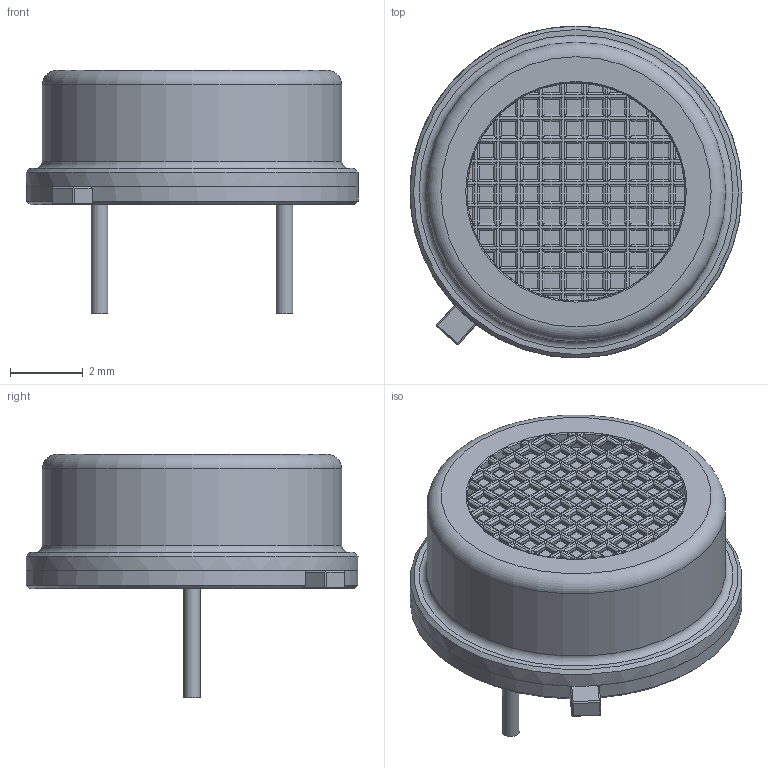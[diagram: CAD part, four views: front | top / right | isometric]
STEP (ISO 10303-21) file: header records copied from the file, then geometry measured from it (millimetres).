
FILE_DESCRIPTION(('for SolidWorks'),'2;1');
FILE_NAME('HS1100.step', '2016-07-23T20:37:08',('Alex'),(''),'Open CASCADE STEP processor 6.6', 'DipTrace','Unknown');
FILE_SCHEMA(('AUTOMOTIVE_DESIGN { 1 0 10303 214 1 1 1 1 }'));
Length unit declared in the file: millimetre
Products named in the file (1): HS1100
Bounding box: 9.15 x 9.15 x 6.7 mm (x, y, z)
Volume: 199.2 mm3; surface area: 289.2 mm2
Topology: 1 solids, 1 shells, 1639 faces, 3525 edges, 1709 vertices
Faces by surface type: plane 889, cylinder 744, cone 4, torus 2
Full cylindrical faces by diameter (mm): 0.46 x2, 1.2 x1, 6 x1, 8.25 x1, 9.15 x1
Entity records: 58105 total; most frequent: CARTESIAN_POINT 11934, DIRECTION 7384, ORIENTED_EDGE 7050, EDGE_CURVE 3525, AXIS2_PLACEMENT_3D 2463, LINE 2458, VECTOR 2458, VERTEX_POINT 1709
